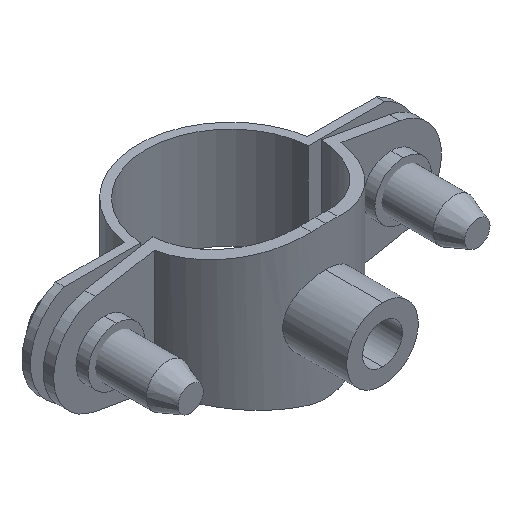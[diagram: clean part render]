
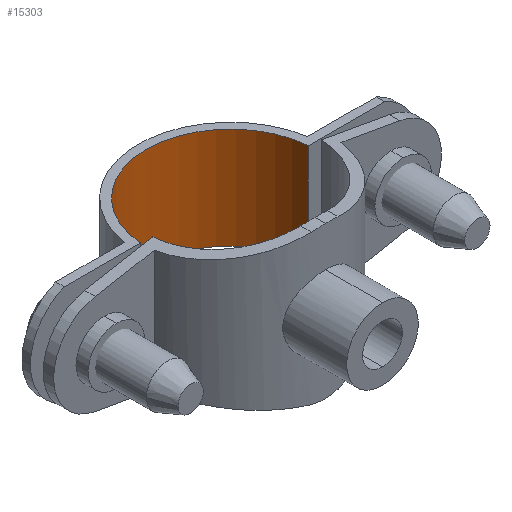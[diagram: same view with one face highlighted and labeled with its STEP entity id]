
A CAD part, isometric view. The second image highlights one B-rep face of the part: STEP entity #15303.
In plain terms, the highlighted cylindrical face has radius 10 mm (diameter 20 mm), a partial arc.
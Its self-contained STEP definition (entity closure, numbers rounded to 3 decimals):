
#10929=CARTESIAN_POINT('',(0.,0.,-6.));
#10930=DIRECTION('',(0.,0.,-1.));
#10931=DIRECTION('',(-0.997,0.075,0.));
#10932=AXIS2_PLACEMENT_3D('',#10929,#10930,#10931);
#10976=CARTESIAN_POINT('',(0.,0.,6.));
#10977=DIRECTION('',(0.,0.,1.));
#10978=DIRECTION('',(0.997,0.075,0.));
#10979=AXIS2_PLACEMENT_3D('',#10976,#10977,#10978);
#11057=DIRECTION('',(0.,0.,-1.));
#11058=VECTOR('',#11057,12.);
#11059=CARTESIAN_POINT('',(9.972,0.75,6.));
#11060=LINE('',#11059,#11058);
#11061=DIRECTION('',(0.,0.,1.));
#11062=VECTOR('',#11061,12.);
#11063=CARTESIAN_POINT('',(-9.972,0.75,-6.));
#11064=LINE('',#11063,#11062);
#12585=CARTESIAN_POINT('',(9.972,0.75,6.));
#12586=CARTESIAN_POINT('',(9.972,0.75,-6.));
#12587=VERTEX_POINT('',#12585);
#12588=VERTEX_POINT('',#12586);
#12589=CARTESIAN_POINT('',(-9.972,0.75,-6.));
#12590=CARTESIAN_POINT('',(-9.972,0.75,6.));
#12591=VERTEX_POINT('',#12589);
#12592=VERTEX_POINT('',#12590);
#15291=CARTESIAN_POINT('',(0.,0.,6.));
#15292=DIRECTION('',(0.,0.,-1.));
#15293=DIRECTION('',(-1.,0.,0.));
#15294=AXIS2_PLACEMENT_3D('',#15291,#15292,#15293);
#15295=CYLINDRICAL_SURFACE('',#15294,10.);
#15296=ORIENTED_EDGE('',*,*,#15218,.F.);
#15297=ORIENTED_EDGE('',*,*,#15272,.T.);
#15298=ORIENTED_EDGE('',*,*,#15170,.F.);
#15300=ORIENTED_EDGE('',*,*,#15299,.T.);
#15301=EDGE_LOOP('',(#15296,#15297,#15298,#15300));
#15302=FACE_OUTER_BOUND('',#15301,.F.);
#15303=ADVANCED_FACE('',(#15302),#15295,.F.);
#10933=CIRCLE('',#10932,10.);
#10980=CIRCLE('',#10979,10.);
#15170=EDGE_CURVE('',#12591,#12588,#10933,.T.);
#15218=EDGE_CURVE('',#12587,#12592,#10980,.T.);
#15272=EDGE_CURVE('',#12587,#12588,#11060,.T.);
#15299=EDGE_CURVE('',#12591,#12592,#11064,.T.);
